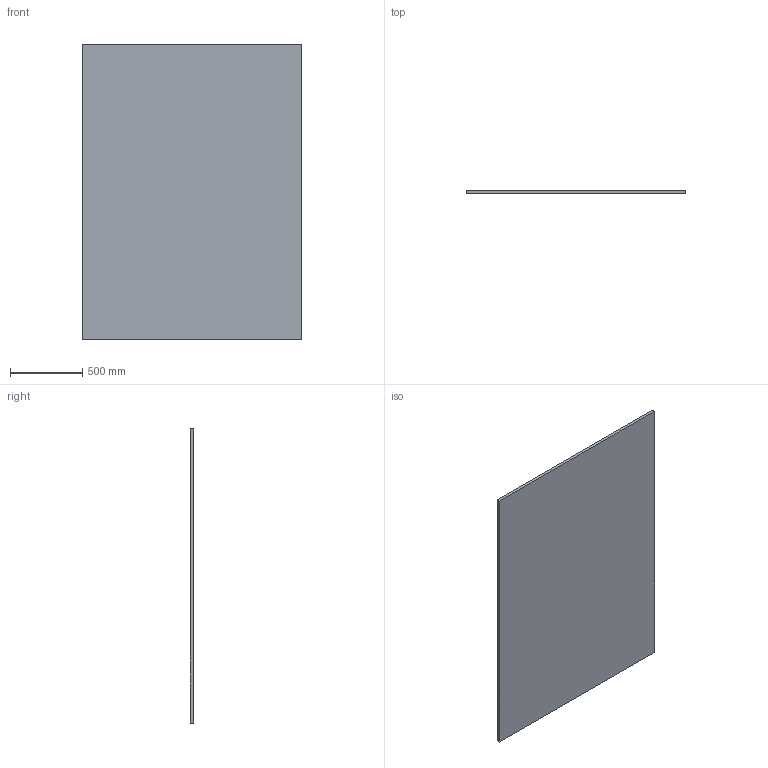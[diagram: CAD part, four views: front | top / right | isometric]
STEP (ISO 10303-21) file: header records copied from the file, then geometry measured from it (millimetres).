
FILE_DESCRIPTION (( 'STEP AP203' ), '1' );
FILE_NAME ('RobotCities-2018-FINAL-v15119_Default_sldprt.STEP', '2017-11-16T18:06:36', ( '' ), ( '' ), 'SwSTEP 2.0', 'SolidWorks 2013', '' );
FILE_SCHEMA (( 'CONFIG_CONTROL_DESIGN' ));
Length unit declared in the file: millimetre
Products named in the file (1): RobotCities-2018-FINAL-v15119_Default_sldprt
Bounding box: 1522 x 22 x 2044 mm (x, y, z)
Volume: 68427659.4 mm3; surface area: 6379717.9 mm2
Topology: 1 solids, 1 shells, 97 faces, 271 edges, 176 vertices
Faces by surface type: plane 93, cylinder 4
Entity records: 3118 total; most frequent: CARTESIAN_POINT 545, ORIENTED_EDGE 542, DIRECTION 475, EDGE_CURVE 271, LINE 263, VECTOR 263, VERTEX_POINT 176, AXIS2_PLACEMENT_3D 106
